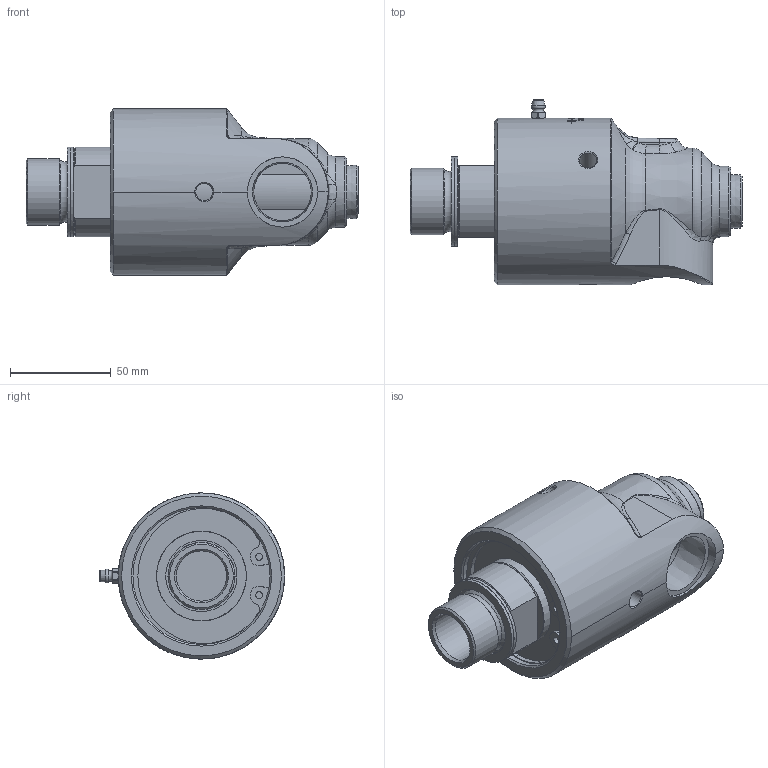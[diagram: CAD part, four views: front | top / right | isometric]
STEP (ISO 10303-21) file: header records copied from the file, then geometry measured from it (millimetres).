
FILE_DESCRIPTION(/* description */ (''),/* implementation_level */ '2;1');
FILE_NAME(/* name */ '355-000-223-IC.stp',/* time_stamp */ '2020-05-17T19:22:09-05:00',/* author */ ('Moorera'),/* organization */ (''),/* preprocessor_version */ 'ST-DEVELOPER v18.1',/* originating_system */ 'Autodesk Inventor 2020',/* authorisation */ '');
FILE_SCHEMA (('AUTOMOTIVE_DESIGN { 1 0 10303 214 3 1 1 }'));
Length unit declared in the file: millimetre
Products named in the file (1): 355-000-223-IC
Bounding box: 164.94 x 92.01 x 82.6 mm (x, y, z)
Volume: 479660.4 mm3; surface area: 51249.2 mm2
Topology: 1 solids, 2 shells, 489 faces, 1312 edges, 867 vertices
Faces by surface type: bspline 242, plane 124, cylinder 72, cone 41, torus 10
Full cylindrical faces by diameter (mm): 2.005 x1, 3.444 x2, 3.5 x1, 5.359 x1, 8.6 x3, 25 x1, 28.575 x1, 33.249 x1, 34.9 x1, 35.4 x1, 44.5 x1, 44.65 x2, 68.1 x1
Entity records: 26170 total; most frequent: CARTESIAN_POINT 14861, ORIENTED_EDGE 2618, DIRECTION 1787, EDGE_CURVE 1309, VERTEX_POINT 867, AXIS2_PLACEMENT_3D 684, EDGE_LOOP 534, FACE_OUTER_BOUND 489
